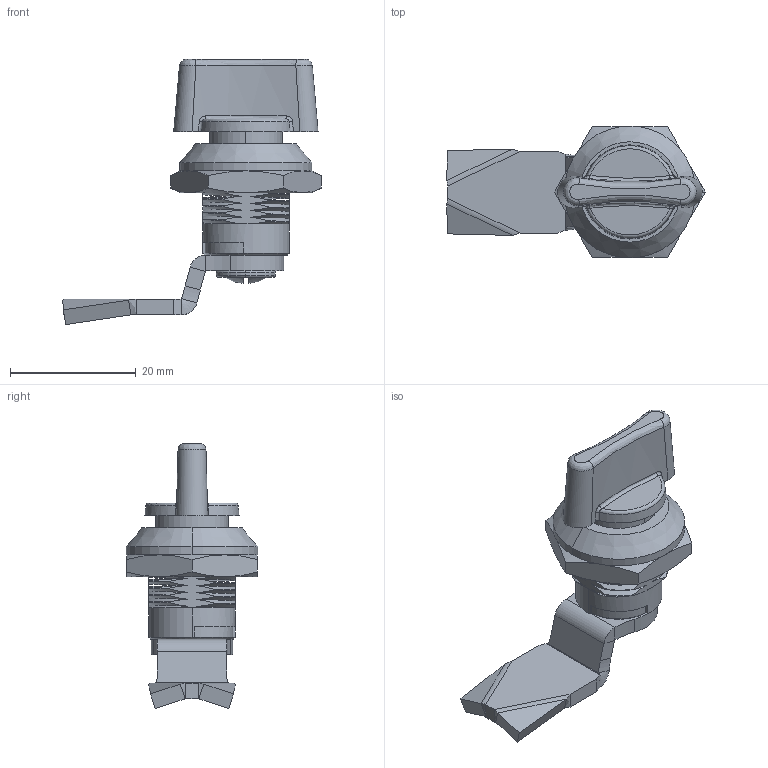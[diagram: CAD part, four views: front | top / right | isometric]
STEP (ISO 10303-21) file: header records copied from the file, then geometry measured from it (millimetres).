
FILE_DESCRIPTION (( 'STEP AP203' ), '1' );
FILE_NAME ('KY69.1.5.24.0.STEP', '2022-09-07T08:34:34', ( '' ), ( '' ), 'SwSTEP 2.0', 'SolidWorks 2021', '' );
FILE_SCHEMA (( 'CONFIG_CONTROL_DESIGN' ));
Length unit declared in the file: millimetre
Products named in the file (1): KY69.1.5.24.0
Bounding box: 41.19 x 21 x 42.25 mm (x, y, z)
Surface area: 4298 mm2 (no closed solid volume)
Topology: 0 solids, 6 shells, 202 faces, 594 edges, 391 vertices
Faces by surface type: bspline 61, plane 60, cylinder 47, cone 26, torus 6, sphere 2
Entity records: 18194 total; most frequent: CARTESIAN_POINT 13685, ORIENTED_EDGE 1057, DIRECTION 661, EDGE_CURVE 594, VERTEX_POINT 391, B_SPLINE_CURVE_WITH_KNOTS 243, AXIS2_PLACEMENT_3D 240, EDGE_LOOP 210
